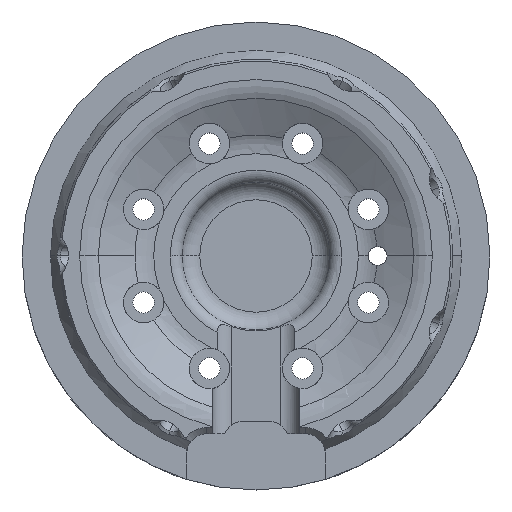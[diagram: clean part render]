
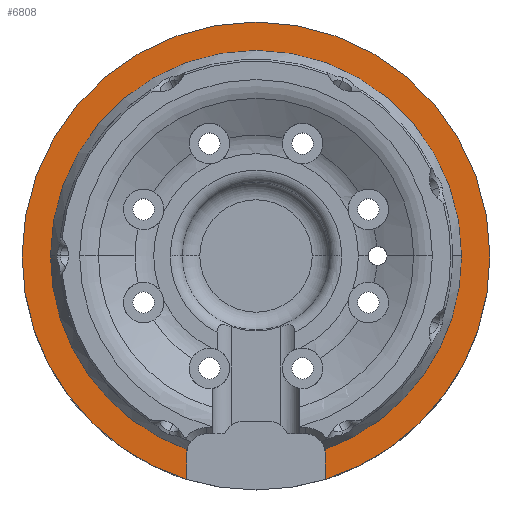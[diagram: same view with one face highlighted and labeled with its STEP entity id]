
A CAD part, top view. The second image highlights one B-rep face of the part: STEP entity #6808.
In plain terms, the highlighted planar face has unit normal (0, 0, 1).
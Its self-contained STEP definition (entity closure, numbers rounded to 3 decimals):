
#8 = ORIENTED_EDGE ( 'NONE', *, *, #2196, .T. ) ;
#35 = DIRECTION ( 'NONE',  ( 0., 0., 1. ) ) ;
#44 = DIRECTION ( 'NONE',  ( 0., 0., 1. ) ) ;
#96 = DIRECTION ( 'NONE',  ( 0., 1., 0. ) ) ;
#210 = DIRECTION ( 'NONE',  ( 1., 0., 0. ) ) ;
#275 = CARTESIAN_POINT ( 'NONE',  ( -11.1, 0., 9.7 ) ) ;
#278 = CARTESIAN_POINT ( 'NONE',  ( 0., 0., 9.7 ) ) ;
#281 = ORIENTED_EDGE ( 'NONE', *, *, #2962, .T. ) ;
#288 = DIRECTION ( 'NONE',  ( 0., 0., -1. ) ) ;
#324 = AXIS2_PLACEMENT_3D ( 'NONE', #2047, #444, #5317 ) ;
#365 = VERTEX_POINT ( 'NONE', #5408 ) ;
#370 = AXIS2_PLACEMENT_3D ( 'NONE', #4370, #4441, #1218 ) ;
#442 = CIRCLE ( 'NONE', #2396, 32.943 ) ;
#444 = DIRECTION ( 'NONE',  ( 0., 0., 1. ) ) ;
#579 = CARTESIAN_POINT ( 'NONE',  ( 0., 0., 9.7 ) ) ;
#583 = DIRECTION ( 'NONE',  ( 1., 0., 0. ) ) ;
#597 = VERTEX_POINT ( 'NONE', #6196 ) ;
#813 = DIRECTION ( 'NONE',  ( 0., -1., 0. ) ) ;
#827 = CARTESIAN_POINT ( 'NONE',  ( 0., 0., 9.7 ) ) ;
#837 = ORIENTED_EDGE ( 'NONE', *, *, #3345, .F. ) ;
#931 = FACE_OUTER_BOUND ( 'NONE', #5276, .T. ) ;
#1079 = VERTEX_POINT ( 'NONE', #2493 ) ;
#1114 = AXIS2_PLACEMENT_3D ( 'NONE', #278, #4102, #6253 ) ;
#1140 = CARTESIAN_POINT ( 'NONE',  ( 11.1, -31.7, 9.7 ) ) ;
#1218 = DIRECTION ( 'NONE',  ( 1., 0., 0. ) ) ;
#1378 = CIRCLE ( 'NONE', #4786, 37.5 ) ;
#1393 = ORIENTED_EDGE ( 'NONE', *, *, #5560, .F. ) ;
#1429 = DIRECTION ( 'NONE',  ( 0., 0., -1. ) ) ;
#1489 = VERTEX_POINT ( 'NONE', #6795 ) ;
#1704 = AXIS2_PLACEMENT_3D ( 'NONE', #827, #288, #1936 ) ;
#1827 = DIRECTION ( 'NONE',  ( 0., 0., 1. ) ) ;
#1904 = AXIS2_PLACEMENT_3D ( 'NONE', #2420, #1827, #210 ) ;
#1936 = DIRECTION ( 'NONE',  ( 1., 0., 0. ) ) ;
#2047 = CARTESIAN_POINT ( 'NONE',  ( 0., 0., 9.7 ) ) ;
#2081 = DIRECTION ( 'NONE',  ( 1., 0., 0. ) ) ;
#2196 = EDGE_CURVE ( 'NONE', #3627, #1489, #1378, .T. ) ;
#2214 = DIRECTION ( 'NONE',  ( 1., 0., 0. ) ) ;
#2286 = CARTESIAN_POINT ( 'NONE',  ( 11.1, -35.82, 9.7 ) ) ;
#2396 = AXIS2_PLACEMENT_3D ( 'NONE', #6281, #1429, #4179 ) ;
#2420 = CARTESIAN_POINT ( 'NONE',  ( -7.9, -31.7, 9.7 ) ) ;
#2468 = LINE ( 'NONE', #6554, #6733 ) ;
#2493 = CARTESIAN_POINT ( 'NONE',  ( -11.1, -31.7, 9.7 ) ) ;
#2638 = EDGE_CURVE ( 'NONE', #3627, #5590, #2468, .T. ) ;
#2667 = EDGE_CURVE ( 'NONE', #5838, #365, #3147, .T. ) ;
#2700 = VECTOR ( 'NONE', #813, 1000. ) ;
#2962 = EDGE_CURVE ( 'NONE', #365, #5762, #6815, .T. ) ;
#3147 = CIRCLE ( 'NONE', #370, 32.943 ) ;
#3317 = CIRCLE ( 'NONE', #1904, 3.2 ) ;
#3345 = EDGE_CURVE ( 'NONE', #5838, #1079, #3317, .T. ) ;
#3496 = ORIENTED_EDGE ( 'NONE', *, *, #6412, .T. ) ;
#3498 = CARTESIAN_POINT ( 'NONE',  ( 32.943, 0., 9.7 ) ) ;
#3505 = EDGE_CURVE ( 'NONE', #5762, #597, #442, .T. ) ;
#3553 = EDGE_CURVE ( 'NONE', #1489, #6287, #6390, .T. ) ;
#3627 = VERTEX_POINT ( 'NONE', #2286 ) ;
#3667 = ORIENTED_EDGE ( 'NONE', *, *, #2638, .F. ) ;
#3688 = CARTESIAN_POINT ( 'NONE',  ( 0., 0., 9.7 ) ) ;
#3821 = ORIENTED_EDGE ( 'NONE', *, *, #3849, .F. ) ;
#3849 = EDGE_CURVE ( 'NONE', #1079, #6392, #4999, .T. ) ;
#4030 = PLANE ( 'NONE',  #1114 ) ;
#4102 = DIRECTION ( 'NONE',  ( 0., 0., 1. ) ) ;
#4179 = DIRECTION ( 'NONE',  ( 1., 0., 0. ) ) ;
#4255 = CARTESIAN_POINT ( 'NONE',  ( -11.1, -35.82, 9.7 ) ) ;
#4370 = CARTESIAN_POINT ( 'NONE',  ( 0., 0., 9.7 ) ) ;
#4431 = ORIENTED_EDGE ( 'NONE', *, *, #2667, .T. ) ;
#4441 = DIRECTION ( 'NONE',  ( 0., 0., -1. ) ) ;
#4455 = ORIENTED_EDGE ( 'NONE', *, *, #3505, .T. ) ;
#4514 = AXIS2_PLACEMENT_3D ( 'NONE', #3688, #4728, #2081 ) ;
#4728 = DIRECTION ( 'NONE',  ( 0., 0., 1. ) ) ;
#4786 = AXIS2_PLACEMENT_3D ( 'NONE', #579, #35, #2214 ) ;
#4999 = LINE ( 'NONE', #275, #2700 ) ;
#5085 = CIRCLE ( 'NONE', #4514, 37.5 ) ;
#5127 = CARTESIAN_POINT ( 'NONE',  ( -11.032, -31.041, 9.7 ) ) ;
#5276 = EDGE_LOOP ( 'NONE', ( #3821, #837, #4431, #281, #4455, #1393, #3667, #8, #6578, #3496 ) ) ;
#5317 = DIRECTION ( 'NONE',  ( 1., 0., 0. ) ) ;
#5408 = CARTESIAN_POINT ( 'NONE',  ( -32.943, 0., 9.7 ) ) ;
#5560 = EDGE_CURVE ( 'NONE', #5590, #597, #5783, .T. ) ;
#5590 = VERTEX_POINT ( 'NONE', #1140 ) ;
#5762 = VERTEX_POINT ( 'NONE', #3498 ) ;
#5783 = CIRCLE ( 'NONE', #6026, 3.2 ) ;
#5838 = VERTEX_POINT ( 'NONE', #5127 ) ;
#6026 = AXIS2_PLACEMENT_3D ( 'NONE', #6596, #44, #583 ) ;
#6128 = CARTESIAN_POINT ( 'NONE',  ( -37.5, 0., 9.7 ) ) ;
#6196 = CARTESIAN_POINT ( 'NONE',  ( 11.032, -31.041, 9.7 ) ) ;
#6253 = DIRECTION ( 'NONE',  ( 1., 0., 0. ) ) ;
#6281 = CARTESIAN_POINT ( 'NONE',  ( 0., 0., 9.7 ) ) ;
#6287 = VERTEX_POINT ( 'NONE', #6128 ) ;
#6390 = CIRCLE ( 'NONE', #324, 37.5 ) ;
#6392 = VERTEX_POINT ( 'NONE', #4255 ) ;
#6412 = EDGE_CURVE ( 'NONE', #6287, #6392, #5085, .T. ) ;
#6554 = CARTESIAN_POINT ( 'NONE',  ( 11.1, 0., 9.7 ) ) ;
#6578 = ORIENTED_EDGE ( 'NONE', *, *, #3553, .T. ) ;
#6596 = CARTESIAN_POINT ( 'NONE',  ( 7.9, -31.7, 9.7 ) ) ;
#6733 = VECTOR ( 'NONE', #96, 1000. ) ;
#6795 = CARTESIAN_POINT ( 'NONE',  ( 37.5, 0., 9.7 ) ) ;
#6808 = ADVANCED_FACE ( 'NONE', ( #931 ), #4030, .T. ) ;
#6815 = CIRCLE ( 'NONE', #1704, 32.943 ) ;
